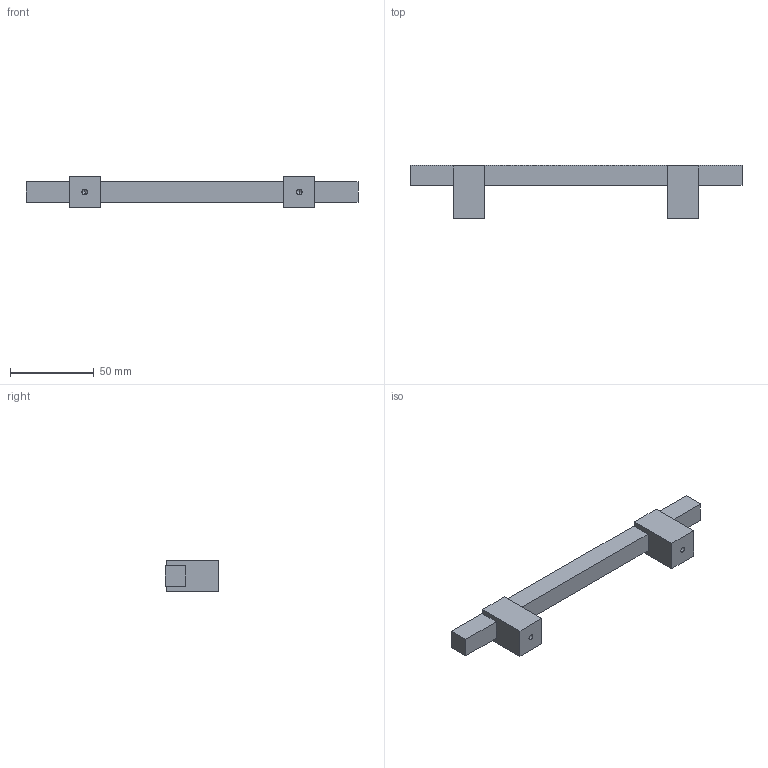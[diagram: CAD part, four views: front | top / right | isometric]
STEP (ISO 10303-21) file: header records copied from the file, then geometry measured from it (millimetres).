
FILE_DESCRIPTION (( 'STEP AP214' ), '1' );
FILE_NAME ('F004976_3D.step', '2022-08-15T13:40:55', ( '' ), ( '' ), 'SwSTEP 2.0', 'SolidWorks 2020', '' );
FILE_SCHEMA (( 'AUTOMOTIVE_DESIGN' ));
Length unit declared in the file: millimetre
Products named in the file (1): F004976_3D
Bounding box: 198 x 32 x 18.5 mm (x, y, z)
Volume: 44731.2 mm3; surface area: 13814.8 mm2
Topology: 1 solids, 1 shells, 30 faces, 80 edges, 50 vertices
Faces by surface type: plane 22, cylinder 4, cone 4
Entity records: 970 total; most frequent: CARTESIAN_POINT 157, ORIENTED_EDGE 152, DIRECTION 146, EDGE_CURVE 76, LINE 68, VECTOR 68, VERTEX_POINT 50, AXIS2_PLACEMENT_3D 39
